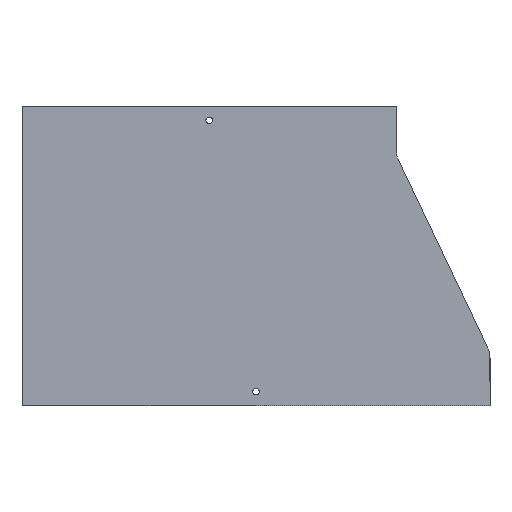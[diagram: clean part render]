
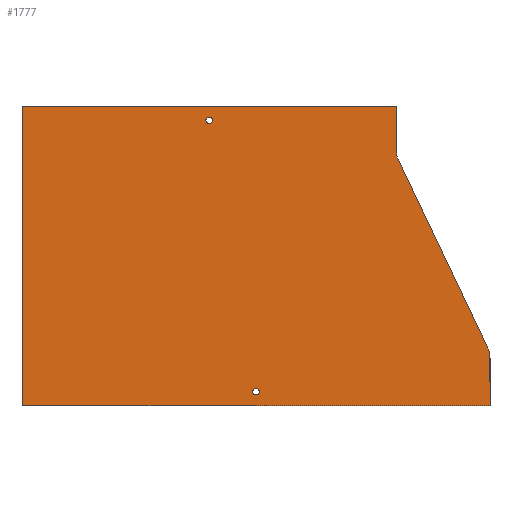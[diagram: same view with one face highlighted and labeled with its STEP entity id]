
A CAD part, front view. The second image highlights one B-rep face of the part: STEP entity #1777.
In plain terms, the highlighted planar face has unit normal (0, -1, 0).
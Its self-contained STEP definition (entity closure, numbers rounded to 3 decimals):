
#129 = CARTESIAN_POINT ( 'NONE',  ( 401.943, 0., -56.82 ) ) ;
#158 = CARTESIAN_POINT ( 'NONE',  ( 0., 0., -320. ) ) ;
#236 = CARTESIAN_POINT ( 'NONE',  ( 497.086, 0., -256.621 ) ) ;
#237 = CARTESIAN_POINT ( 'NONE',  ( 400., 0., -48.222 ) ) ;
#239 = CARTESIAN_POINT ( 'NONE',  ( 0., 0., 0. ) ) ;
#253 = CARTESIAN_POINT ( 'NONE',  ( 500., 0., -269.519 ) ) ;
#267 = VERTEX_POINT ( 'NONE', #237 ) ;
#268 = CARTESIAN_POINT ( 'NONE',  ( 500., 0., -320. ) ) ;
#274 = CARTESIAN_POINT ( 'NONE',  ( 400., 0., 0. ) ) ;
#312 = DIRECTION ( 'NONE',  ( 0., 1., 0. ) ) ;
#314 = CARTESIAN_POINT ( 'NONE',  ( -420., 0., -48.222 ) ) ;
#316 = PLANE ( 'NONE',  #1077 ) ;
#318 = DIRECTION ( 'NONE',  ( 0., 0., 1. ) ) ;
#473 = CARTESIAN_POINT ( 'NONE',  ( 200., 0., -18.5 ) ) ;
#477 = CARTESIAN_POINT ( 'NONE',  ( 250., 0., -308.5 ) ) ;
#514 = EDGE_LOOP ( 'NONE', ( #833 ) ) ;
#515 = EDGE_LOOP ( 'NONE', ( #834 ) ) ;
#537 = EDGE_LOOP ( 'NONE', ( #832, #831, #830, #829, #828, #827, #826, #825 ) ) ;
#550 = VERTEX_POINT ( 'NONE', #158 ) ;
#551 = VERTEX_POINT ( 'NONE', #236 ) ;
#560 = VERTEX_POINT ( 'NONE', #253 ) ;
#567 = VERTEX_POINT ( 'NONE', #239 ) ;
#573 = VERTEX_POINT ( 'NONE', #129 ) ;
#825 = ORIENTED_EDGE ( 'NONE', *, *, #1156, .T. ) ;
#826 = ORIENTED_EDGE ( 'NONE', *, *, #1215, .T. ) ;
#827 = ORIENTED_EDGE ( 'NONE', *, *, #1214, .T. ) ;
#828 = ORIENTED_EDGE ( 'NONE', *, *, #1213, .T. ) ;
#829 = ORIENTED_EDGE ( 'NONE', *, *, #1180, .T. ) ;
#830 = ORIENTED_EDGE ( 'NONE', *, *, #1205, .F. ) ;
#831 = ORIENTED_EDGE ( 'NONE', *, *, #1212, .F. ) ;
#832 = ORIENTED_EDGE ( 'NONE', *, *, #1202, .F. ) ;
#833 = ORIENTED_EDGE ( 'NONE', *, *, #1211, .F. ) ;
#834 = ORIENTED_EDGE ( 'NONE', *, *, #1210, .F. ) ;
#940 = FACE_BOUND ( 'NONE', #515, .T. ) ;
#948 = FACE_OUTER_BOUND ( 'NONE', #537, .T. ) ;
#953 = FACE_BOUND ( 'NONE', #514, .T. ) ;
#1032 = VERTEX_POINT ( 'NONE', #477 ) ;
#1033 = VERTEX_POINT ( 'NONE', #473 ) ;
#1077 = AXIS2_PLACEMENT_3D ( 'NONE', #314, #312, #318 ) ;
#1091 = AXIS2_PLACEMENT_3D ( 'NONE', #1689, #1690, #1691 ) ;
#1092 = AXIS2_PLACEMENT_3D ( 'NONE', #1686, #1687, #1688 ) ;
#1093 = AXIS2_PLACEMENT_3D ( 'NONE', #1679, #1680, #1681 ) ;
#1094 = AXIS2_PLACEMENT_3D ( 'NONE', #1676, #1677, #1678 ) ;
#1156 = EDGE_CURVE ( 'NONE', #267, #1262, #1407, .T. ) ;
#1180 = EDGE_CURVE ( 'NONE', #1256, #560, #1447, .T. ) ;
#1202 = EDGE_CURVE ( 'NONE', #567, #1262, #1485, .T. ) ;
#1205 = EDGE_CURVE ( 'NONE', #1256, #550, #1491, .T. ) ;
#1210 = EDGE_CURVE ( 'NONE', #1032, #1032, #1501, .T. ) ;
#1211 = EDGE_CURVE ( 'NONE', #1033, #1033, #1505, .T. ) ;
#1212 = EDGE_CURVE ( 'NONE', #550, #567, #1503, .T. ) ;
#1213 = EDGE_CURVE ( 'NONE', #560, #551, #1504, .T. ) ;
#1214 = EDGE_CURVE ( 'NONE', #551, #573, #1508, .T. ) ;
#1215 = EDGE_CURVE ( 'NONE', #573, #267, #1506, .T. ) ;
#1256 = VERTEX_POINT ( 'NONE', #268 ) ;
#1262 = VERTEX_POINT ( 'NONE', #274 ) ;
#1407 = LINE ( 'NONE', #1554, #1410 ) ;
#1410 = VECTOR ( 'NONE', #1555, 1000. ) ;
#1447 = LINE ( 'NONE', #1608, #1450 ) ;
#1450 = VECTOR ( 'NONE', #1609, 1000. ) ;
#1485 = LINE ( 'NONE', #1659, #1488 ) ;
#1488 = VECTOR ( 'NONE', #1660, 1000. ) ;
#1491 = LINE ( 'NONE', #1665, #1494 ) ;
#1494 = VECTOR ( 'NONE', #1666, 1000. ) ;
#1501 = CIRCLE ( 'NONE', #1094, 3.5 ) ;
#1503 = LINE ( 'NONE', #1668, #1507 ) ;
#1504 = CIRCLE ( 'NONE', #1092, 30. ) ;
#1505 = CIRCLE ( 'NONE', #1093, 3.5 ) ;
#1506 = CIRCLE ( 'NONE', #1091, 20. ) ;
#1507 = VECTOR ( 'NONE', #1682, 1000. ) ;
#1508 = LINE ( 'NONE', #1675, #1509 ) ;
#1509 = VECTOR ( 'NONE', #1683, 1000. ) ;
#1554 = CARTESIAN_POINT ( 'NONE',  ( 400., 0., 0. ) ) ;
#1555 = DIRECTION ( 'NONE',  ( 0., 0., 1. ) ) ;
#1608 = CARTESIAN_POINT ( 'NONE',  ( 500., 0., -269.519 ) ) ;
#1609 = DIRECTION ( 'NONE',  ( 0., 0., 1. ) ) ;
#1659 = CARTESIAN_POINT ( 'NONE',  ( -400., 0., 0. ) ) ;
#1660 = DIRECTION ( 'NONE',  ( 1., 0., 0. ) ) ;
#1665 = CARTESIAN_POINT ( 'NONE',  ( -500., 0., -320. ) ) ;
#1666 = DIRECTION ( 'NONE',  ( -1., 0., 0. ) ) ;
#1668 = CARTESIAN_POINT ( 'NONE',  ( 0., 0., 0. ) ) ;
#1675 = CARTESIAN_POINT ( 'NONE',  ( 401.943, 0., -56.82 ) ) ;
#1676 = CARTESIAN_POINT ( 'NONE',  ( 250., 0., -305. ) ) ;
#1677 = DIRECTION ( 'NONE',  ( 0., -1., 0. ) ) ;
#1678 = DIRECTION ( 'NONE',  ( 0., 0., -1. ) ) ;
#1679 = CARTESIAN_POINT ( 'NONE',  ( 200., 0., -15. ) ) ;
#1680 = DIRECTION ( 'NONE',  ( 0., -1., 0. ) ) ;
#1681 = DIRECTION ( 'NONE',  ( 0., 0., -1. ) ) ;
#1682 = DIRECTION ( 'NONE',  ( 0., 0., 1. ) ) ;
#1683 = DIRECTION ( 'NONE',  ( -0.43, 0., 0.903 ) ) ;
#1686 = CARTESIAN_POINT ( 'NONE',  ( 470., 0., -269.519 ) ) ;
#1687 = DIRECTION ( 'NONE',  ( 0., -1., 0. ) ) ;
#1688 = DIRECTION ( 'NONE',  ( 0., 0., 1. ) ) ;
#1689 = CARTESIAN_POINT ( 'NONE',  ( 420., 0., -48.222 ) ) ;
#1690 = DIRECTION ( 'NONE',  ( 0., 1., 0. ) ) ;
#1691 = DIRECTION ( 'NONE',  ( 0., 0., 1. ) ) ;
#1777 = ADVANCED_FACE ( 'NONE', ( #940, #953, #948 ), #316, .F. ) ;
